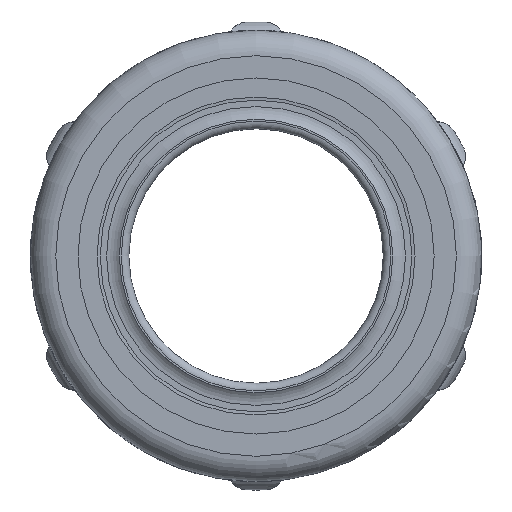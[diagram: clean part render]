
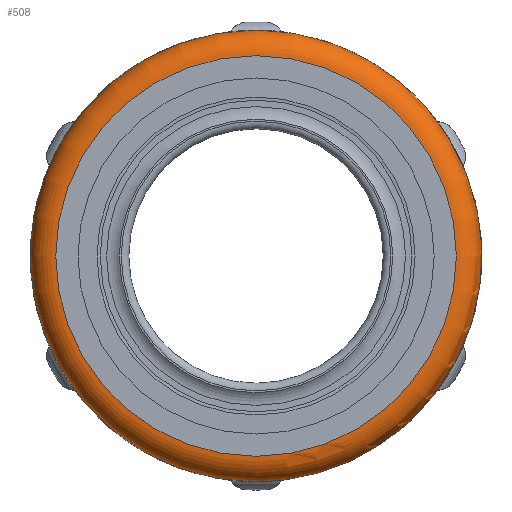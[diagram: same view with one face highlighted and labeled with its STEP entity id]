
A CAD part, front view. The second image highlights one B-rep face of the part: STEP entity #508.
In plain terms, the highlighted toroidal (fillet/blend) face has major radius 15.75 mm and minor radius 2 mm.
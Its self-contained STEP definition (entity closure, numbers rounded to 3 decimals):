
#508=ADVANCED_FACE('',(#1621,#1623),#1625,.T.);
#1621=FACE_BOUND('',#1622,.T.);
#1622=EDGE_LOOP('',(#2529,#2530,#2531));
#1623=FACE_BOUND('',#1624,.T.);
#1624=EDGE_LOOP('',(#2532,#2533));
#1625=TOROIDAL_SURFACE('',#1626,15.75,2.);
#1626=AXIS2_PLACEMENT_3D('',#1627,#1628,#1629);
#1627=CARTESIAN_POINT('',(0.,-16.244,0.));
#1628=DIRECTION('',(0.,-1.,-0.));
#1629=DIRECTION('',(0.,0.,1.));
#2529=ORIENTED_EDGE('',*,*,#3027,.T.);
#2530=ORIENTED_EDGE('',*,*,#3026,.T.);
#2531=ORIENTED_EDGE('',*,*,#3025,.T.);
#2532=ORIENTED_EDGE('',*,*,#3049,.F.);
#2533=ORIENTED_EDGE('',*,*,#3050,.F.);
#3025=EDGE_CURVE('',#3419,#3420,#3421,.T.);
#3026=EDGE_CURVE('',#3422,#3419,#3423,.T.);
#3027=EDGE_CURVE('',#3420,#3422,#3424,.T.);
#3049=EDGE_CURVE('',#3459,#3460,#3461,.T.);
#3050=EDGE_CURVE('',#3460,#3459,#3462,.T.);
#3419=VERTEX_POINT('',#4251);
#3420=VERTEX_POINT('',#4252);
#3421=CIRCLE('',#4253,17.75);
#3422=VERTEX_POINT('',#4257);
#3423=CIRCLE('',#4258,17.75);
#3424=CIRCLE('',#4262,17.75);
#3459=VERTEX_POINT('',#4363);
#3460=VERTEX_POINT('',#4364);
#3461=CIRCLE('',#4365,15.75);
#3462=CIRCLE('',#4369,15.75);
#4251=CARTESIAN_POINT('',(0.,-16.244,-17.75));
#4252=CARTESIAN_POINT('',(9.728,-16.244,-14.847));
#4253=AXIS2_PLACEMENT_3D('',#4254,#4255,#4256);
#4254=CARTESIAN_POINT('',(0.,-16.244,0.));
#4255=DIRECTION('',(0.,-1.,0.));
#4256=DIRECTION('',(0.,0.,-1.));
#4257=CARTESIAN_POINT('',(0.,-16.244,17.75));
#4258=AXIS2_PLACEMENT_3D('',#4259,#4260,#4261);
#4259=CARTESIAN_POINT('',(0.,-16.244,0.));
#4260=DIRECTION('',(0.,-1.,0.));
#4261=DIRECTION('',(0.,0.,1.));
#4262=AXIS2_PLACEMENT_3D('',#4263,#4264,#4265);
#4263=CARTESIAN_POINT('',(0.,-16.244,0.));
#4264=DIRECTION('',(0.,-1.,0.));
#4265=DIRECTION('',(0.548,0.,-0.836));
#4363=CARTESIAN_POINT('',(0.,-18.244,-15.75));
#4364=CARTESIAN_POINT('',(0.,-18.244,15.75));
#4365=AXIS2_PLACEMENT_3D('',#4366,#4367,#4368);
#4366=CARTESIAN_POINT('',(0.,-18.244,0.));
#4367=DIRECTION('',(0.,-1.,0.));
#4368=DIRECTION('',(0.,0.,-1.));
#4369=AXIS2_PLACEMENT_3D('',#4370,#4371,#4372);
#4370=CARTESIAN_POINT('',(0.,-18.244,0.));
#4371=DIRECTION('',(0.,-1.,0.));
#4372=DIRECTION('',(0.,0.,1.));
